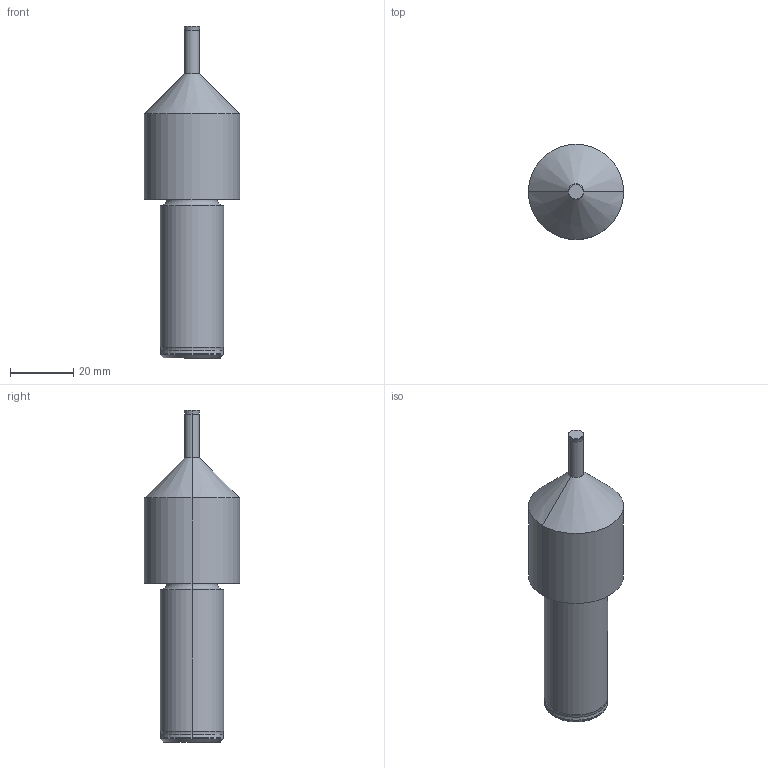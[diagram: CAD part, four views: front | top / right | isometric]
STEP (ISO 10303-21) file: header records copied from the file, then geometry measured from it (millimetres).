
FILE_DESCRIPTION (( 'STEP AP214' ), '1' );
FILE_NAME ('99121-05.STEP', '2017-01-04T09:23:30', ( 'User' ), ( 'GENUINE' ), 'SwSTEP 2.0', 'SolidWorks 2012', '' );
FILE_SCHEMA (( 'AUTOMOTIVE_DESIGN' ));
Length unit declared in the file: millimetre
Products named in the file (1): 99121-05
Bounding box: 30 x 30 x 104.7 mm (x, y, z)
Volume: 38340.8 mm3; surface area: 7728.1 mm2
Topology: 1 solids, 1 shells, 25 faces, 48 edges, 26 vertices
Faces by surface type: torus 8, cylinder 8, cone 6, plane 3
Entity records: 721 total; most frequent: DIRECTION 134, CARTESIAN_POINT 100, ORIENTED_EDGE 96, AXIS2_PLACEMENT_3D 60, EDGE_CURVE 48, CIRCLE 34, VERTEX_POINT 26, EDGE_LOOP 26
